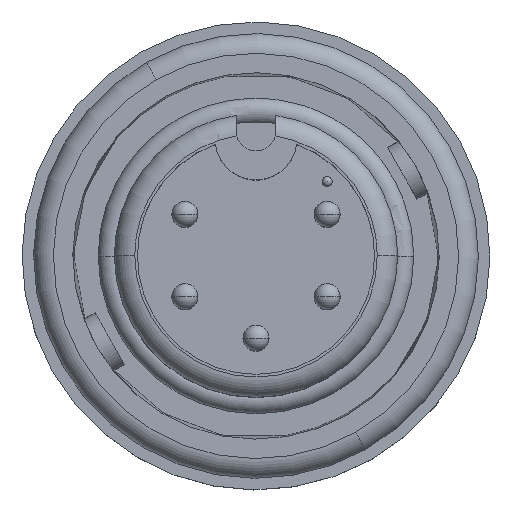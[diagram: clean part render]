
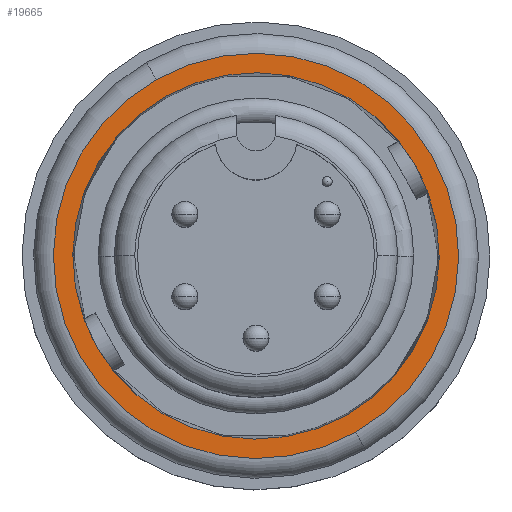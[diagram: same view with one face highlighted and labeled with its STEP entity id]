
A CAD part, top view. The second image highlights one B-rep face of the part: STEP entity #19665.
In plain terms, the highlighted planar face has unit normal (0, 0, 1).
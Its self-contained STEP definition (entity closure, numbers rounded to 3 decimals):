
#187 = VERTEX_POINT ( 'NONE', #12237 ) ;
#530 = ORIENTED_EDGE ( 'NONE', *, *, #4475, .F. ) ;
#800 = DIRECTION ( 'NONE',  ( -0.492, 0.87, 0. ) ) ;
#836 = CIRCLE ( 'NONE', #9257, 7.061 ) ;
#966 = CARTESIAN_POINT ( 'NONE',  ( 0., 0., 3.424 ) ) ;
#980 = DIRECTION ( 'NONE',  ( -0.492, 0.87, 0. ) ) ;
#1199 = CARTESIAN_POINT ( 'NONE',  ( 0., 0., 3.424 ) ) ;
#2094 = DIRECTION ( 'NONE',  ( 0., 0., 1. ) ) ;
#2451 = CIRCLE ( 'NONE', #19681, 7.061 ) ;
#3192 = DIRECTION ( 'NONE',  ( 0.492, -0.87, 0. ) ) ;
#3687 = VERTEX_POINT ( 'NONE', #18948 ) ;
#3973 = AXIS2_PLACEMENT_3D ( 'NONE', #966, #9672, #7834 ) ;
#4053 = CARTESIAN_POINT ( 'NONE',  ( 3.475, -6.147, 3.424 ) ) ;
#4250 = FACE_OUTER_BOUND ( 'NONE', #19866, .T. ) ;
#4475 = EDGE_CURVE ( 'NONE', #17614, #16731, #836, .T. ) ;
#5197 = EDGE_LOOP ( 'NONE', ( #6642, #10928, #530, #6226 ) ) ;
#6058 = DIRECTION ( 'NONE',  ( 0.492, -0.87, 0. ) ) ;
#6142 = DIRECTION ( 'NONE',  ( 0., 0., 1. ) ) ;
#6169 = CARTESIAN_POINT ( 'NONE',  ( 0., 0., 3.424 ) ) ;
#6226 = ORIENTED_EDGE ( 'NONE', *, *, #14009, .F. ) ;
#6642 = ORIENTED_EDGE ( 'NONE', *, *, #16493, .F. ) ;
#6901 = AXIS2_PLACEMENT_3D ( 'NONE', #11555, #7563, #800 ) ;
#7271 = CARTESIAN_POINT ( 'NONE',  ( 6.147, 3.475, 3.424 ) ) ;
#7563 = DIRECTION ( 'NONE',  ( 0., 0., -1. ) ) ;
#7834 = DIRECTION ( 'NONE',  ( 0.492, -0.87, 0. ) ) ;
#8163 = EDGE_CURVE ( 'NONE', #13081, #187, #9299, .T. ) ;
#8627 = EDGE_CURVE ( 'NONE', #187, #13081, #19565, .T. ) ;
#8679 = CARTESIAN_POINT ( 'NONE',  ( -6.147, -3.475, 3.424 ) ) ;
#9094 = DIRECTION ( 'NONE',  ( 0.492, -0.87, 0. ) ) ;
#9257 = AXIS2_PLACEMENT_3D ( 'NONE', #18325, #18212, #6058 ) ;
#9299 = CIRCLE ( 'NONE', #17331, 7.811 ) ;
#9672 = DIRECTION ( 'NONE',  ( 0., 0., 1. ) ) ;
#10577 = CIRCLE ( 'NONE', #21613, 7.061 ) ;
#10928 = ORIENTED_EDGE ( 'NONE', *, *, #18040, .F. ) ;
#11434 = CARTESIAN_POINT ( 'NONE',  ( 0., 0., 3.424 ) ) ;
#11555 = CARTESIAN_POINT ( 'NONE',  ( 0., 0., 3.424 ) ) ;
#12237 = CARTESIAN_POINT ( 'NONE',  ( 3.844, -6.799, 3.424 ) ) ;
#12839 = FACE_BOUND ( 'NONE', #5197, .T. ) ;
#13081 = VERTEX_POINT ( 'NONE', #18101 ) ;
#13727 = AXIS2_PLACEMENT_3D ( 'NONE', #1199, #6142, #980 ) ;
#14009 = EDGE_CURVE ( 'NONE', #3687, #17614, #2451, .T. ) ;
#14117 = VERTEX_POINT ( 'NONE', #7271 ) ;
#14430 = DIRECTION ( 'NONE',  ( 0., 0., 1. ) ) ;
#14553 = ORIENTED_EDGE ( 'NONE', *, *, #8163, .T. ) ;
#15103 = DIRECTION ( 'NONE',  ( -0.492, 0.87, 0. ) ) ;
#16398 = ORIENTED_EDGE ( 'NONE', *, *, #8627, .T. ) ;
#16411 = CIRCLE ( 'NONE', #3973, 7.061 ) ;
#16493 = EDGE_CURVE ( 'NONE', #14117, #3687, #16411, .T. ) ;
#16731 = VERTEX_POINT ( 'NONE', #4053 ) ;
#17331 = AXIS2_PLACEMENT_3D ( 'NONE', #6169, #14430, #15103 ) ;
#17614 = VERTEX_POINT ( 'NONE', #8679 ) ;
#17795 = CARTESIAN_POINT ( 'NONE',  ( 0., 0., 3.424 ) ) ;
#18040 = EDGE_CURVE ( 'NONE', #16731, #14117, #10577, .T. ) ;
#18101 = CARTESIAN_POINT ( 'NONE',  ( -3.844, 6.799, 3.424 ) ) ;
#18212 = DIRECTION ( 'NONE',  ( 0., 0., 1. ) ) ;
#18325 = CARTESIAN_POINT ( 'NONE',  ( 0., 0., 3.424 ) ) ;
#18948 = CARTESIAN_POINT ( 'NONE',  ( -3.475, 6.147, 3.424 ) ) ;
#19565 = CIRCLE ( 'NONE', #13727, 7.811 ) ;
#19665 = ADVANCED_FACE ( 'NONE', ( #12839, #4250 ), #22054, .F. ) ;
#19681 = AXIS2_PLACEMENT_3D ( 'NONE', #11434, #20412, #3192 ) ;
#19866 = EDGE_LOOP ( 'NONE', ( #14553, #16398 ) ) ;
#20412 = DIRECTION ( 'NONE',  ( 0., 0., 1. ) ) ;
#21613 = AXIS2_PLACEMENT_3D ( 'NONE', #17795, #2094, #9094 ) ;
#22054 = PLANE ( 'NONE',  #6901 ) ;
